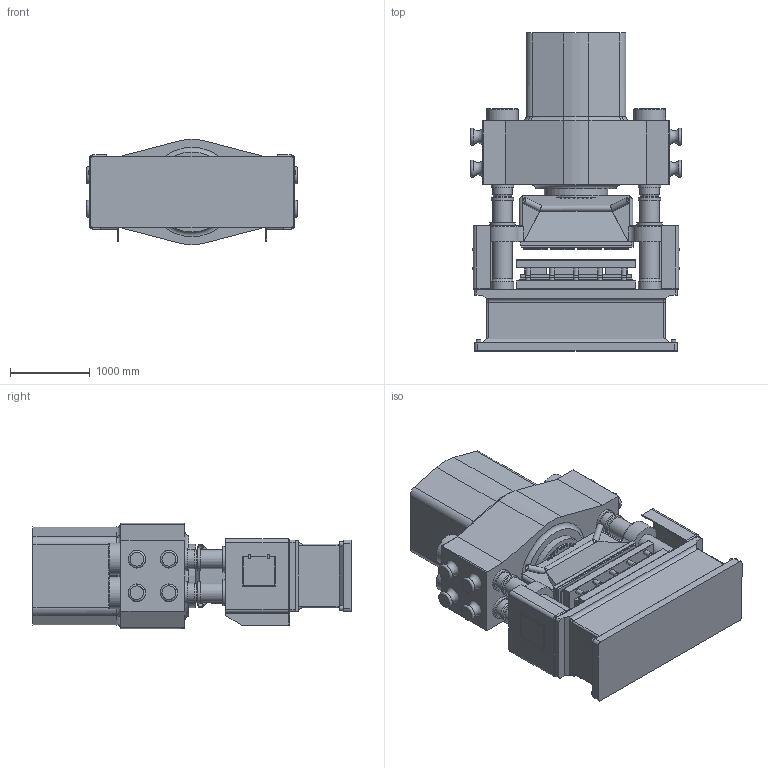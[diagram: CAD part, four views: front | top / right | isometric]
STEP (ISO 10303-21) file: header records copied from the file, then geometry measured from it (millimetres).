
FILE_DESCRIPTION(/* description */ (''),/* implementation_level */ '2;1');
FILE_NAME(/* name */ 'SACMI PH1500.stp',/* time_stamp */ '2024-05-03T13:02:57-05:00',/* author */ ('zulet'),/* organization */ (''),/* preprocessor_version */ 'ST-DEVELOPER v20',/* originating_system */ 'Autodesk Inventor 2025',/* authorisation */ '');
FILE_SCHEMA (('AUTOMOTIVE_DESIGN { 1 0 10303 214 3 1 1 }'));
Length unit declared in the file: millimetre
Products named in the file (6): SACMI PH1500; SACMI PH1500 30X60 DIE SET BASE; SACMI PH1500 BASE; SACMI PH1500 30X60 DIE SET TILES BOTTOM MOLD; SACMI PH1500 PRESS TOP; SACMI PH1500 30X60 DIE SET TOP
Assembly tree (5 placements, depth 2):
  SACMI PH1500
    SACMI PH1500 30X60 DIE SET BASE
    SACMI PH1500 BASE
    SACMI PH1500 30X60 DIE SET TILES BOTTOM MOLD
    SACMI PH1500 PRESS TOP
    SACMI PH1500 30X60 DIE SET TOP
Bounding box: 2640 x 3980 x 1315.34 mm (x, y, z)
Volume: 6515924566.6 mm3; surface area: 59176687.4 mm2
Topology: 5 solids, 5 shells, 905 faces, 2087 edges, 1320 vertices
Faces by surface type: plane 537, cylinder 285, torus 47, sphere 16, bspline 12, cone 8
Full cylindrical faces by diameter (mm): 10 x8, 15 x19, 40 x4, 50 x10, 60 x38, 75 x2, 80 x4, 90 x2, 100 x4, 220 x4, 240 x16, 280 x12, 320 x4, 400 x4, 650 x2, 660 x1, 800 x1
Entity records: 31569 total; most frequent: CARTESIAN_POINT 9747, DIRECTION 4542, ORIENTED_EDGE 4166, EDGE_CURVE 2083, AXIS2_PLACEMENT_3D 1605, LINE 1332, VECTOR 1332, VERTEX_POINT 1320
